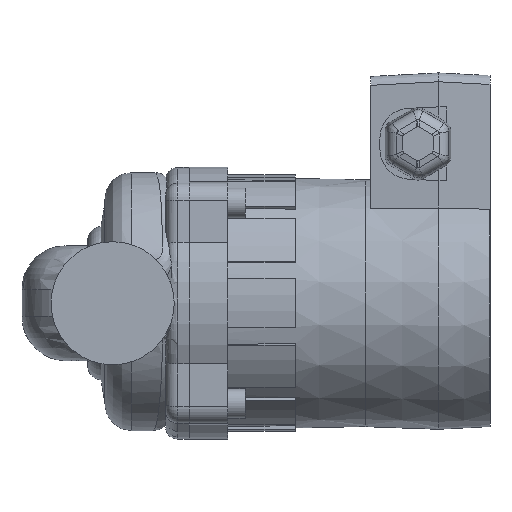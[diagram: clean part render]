
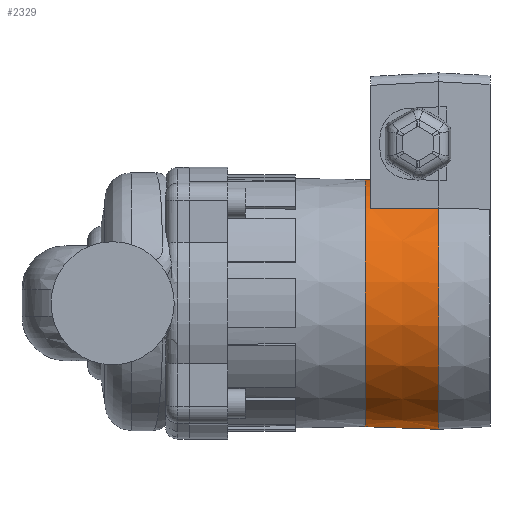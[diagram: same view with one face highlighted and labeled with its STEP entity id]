
A CAD part, front view. The second image highlights one B-rep face of the part: STEP entity #2329.
In plain terms, the highlighted conical face has half-angle 2 degrees and reference radius 42.7 mm.
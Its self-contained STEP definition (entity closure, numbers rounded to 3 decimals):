
#706 = VERTEX_POINT ( 'NONE', #9815 ) ;
#721 = VERTEX_POINT ( 'NONE', #9842 ) ;
#724 = VERTEX_POINT ( 'NONE', #9841 ) ;
#2286 = ORIENTED_EDGE ( 'NONE', *, *, #2358, .F. ) ;
#2319 = ORIENTED_EDGE ( 'NONE', *, *, #2321, .T. ) ;
#2321 = EDGE_CURVE ( 'NONE', #721, #724, #11205, .T. ) ;
#2329 = ADVANCED_FACE ( 'NONE', ( #11197 ), #11196, .T. ) ;
#2331 = VERTEX_POINT ( 'NONE', #11194 ) ;
#2354 = VERTEX_POINT ( 'NONE', #11234 ) ;
#2358 = EDGE_CURVE ( 'NONE', #721, #2354, #11231, .T. ) ;
#2625 = CARTESIAN_POINT ( 'NONE',  ( 61.4, -26.789, 32.208 ) ) ;
#2626 = CARTESIAN_POINT ( 'NONE',  ( 69.096, -27.193, 32.222 ) ) ;
#2627 = CARTESIAN_POINT ( 'NONE',  ( 76.797, -27.596, 32.232 ) ) ;
#2628 = CARTESIAN_POINT ( 'NONE',  ( 84.5, -28., 32.238 ) ) ;
#2629 =( BOUNDED_CURVE ( )  B_SPLINE_CURVE ( 3, ( #2628, #2627, #2626, #2625 ),
 .UNSPECIFIED., .F., .F. ) 
 B_SPLINE_CURVE_WITH_KNOTS ( ( 4, 4 ),
 ( 1.59, 1.618 ),
 .UNSPECIFIED. ) 
 CURVE ( )  GEOMETRIC_REPRESENTATION_ITEM ( )  RATIONAL_B_SPLINE_CURVE ( ( 1., 1., 1., 1. ) ) 
 REPRESENTATION_ITEM ( '' )  );
#2642 = DIRECTION ( 'NONE',  ( 0., 0., -1. ) ) ;
#2643 = DIRECTION ( 'NONE',  ( 1., 0., 0. ) ) ;
#2644 = CARTESIAN_POINT ( 'NONE',  ( 61.4, 0., 0. ) ) ;
#2645 = AXIS2_PLACEMENT_3D ( 'NONE', #2644, #2643, #2642 ) ;
#2646 = CIRCLE ( 'NONE', #2645, 41.893 ) ;
#2668 = DIRECTION ( 'NONE',  ( 0., 0., -1. ) ) ;
#2669 = DIRECTION ( 'NONE',  ( 1., 0., 0. ) ) ;
#2670 = CARTESIAN_POINT ( 'NONE',  ( 84.5, 0., 0. ) ) ;
#2671 = AXIS2_PLACEMENT_3D ( 'NONE', #2670, #2669, #2668 ) ;
#2672 = CIRCLE ( 'NONE', #2671, 42.7 ) ;
#8308 = EDGE_CURVE ( 'NONE', #724, #706, #13137, .T. ) ;
#8350 = VERTEX_POINT ( 'NONE', #13243 ) ;
#9268 = EDGE_CURVE ( 'NONE', #2331, #8350, #2629, .T. ) ;
#9352 = ORIENTED_EDGE ( 'NONE', *, *, #9540, .F. ) ;
#9441 = ORIENTED_EDGE ( 'NONE', *, *, #9268, .T. ) ;
#9540 = EDGE_CURVE ( 'NONE', #2354, #8350, #2646, .T. ) ;
#9691 = ORIENTED_EDGE ( 'NONE', *, *, #9693, .F. ) ;
#9693 = EDGE_CURVE ( 'NONE', #2331, #706, #2672, .T. ) ;
#9815 = CARTESIAN_POINT ( 'NONE',  ( 84.5, 0., -42.7 ) ) ;
#9818 = ORIENTED_EDGE ( 'NONE', *, *, #8308, .T. ) ;
#9841 = CARTESIAN_POINT ( 'NONE',  ( 59.5, 0., -41.827 ) ) ;
#9842 = CARTESIAN_POINT ( 'NONE',  ( 59.5, 0., 41.827 ) ) ;
#10474 = EDGE_LOOP ( 'NONE', ( #2286, #2319, #9818, #9691, #9441, #9352 ) ) ;
#11190 = DIRECTION ( 'NONE',  ( 0., 0., -1. ) ) ;
#11191 = DIRECTION ( 'NONE',  ( 1., 0., 0. ) ) ;
#11192 = CARTESIAN_POINT ( 'NONE',  ( 84.5, 0., 0. ) ) ;
#11193 = AXIS2_PLACEMENT_3D ( 'NONE', #11192, #11191, #11190 ) ;
#11194 = CARTESIAN_POINT ( 'NONE',  ( 84.5, -28., 32.238 ) ) ;
#11196 = CONICAL_SURFACE ( 'NONE', #11193, 42.7, 0.035 ) ;
#11197 = FACE_OUTER_BOUND ( 'NONE', #10474, .T. ) ;
#11202 = DIRECTION ( 'NONE',  ( 0., 0., -1. ) ) ;
#11203 = DIRECTION ( 'NONE',  ( 1., 0., 0. ) ) ;
#11204 = AXIS2_PLACEMENT_3D ( 'NONE', #11210, #11203, #11202 ) ;
#11205 = CIRCLE ( 'NONE', #11204, 41.827 ) ;
#11210 = CARTESIAN_POINT ( 'NONE',  ( 59.5, 0., 0. ) ) ;
#11228 = DIRECTION ( 'NONE',  ( 0.999, 0., 0.035 ) ) ;
#11229 = VECTOR ( 'NONE', #11228, 1000. ) ;
#11230 = CARTESIAN_POINT ( 'NONE',  ( 84.5, 0., 42.7 ) ) ;
#11231 = LINE ( 'NONE', #11230, #11229 ) ;
#11234 = CARTESIAN_POINT ( 'NONE',  ( 61.4, 0., 41.893 ) ) ;
#13134 = DIRECTION ( 'NONE',  ( 0.999, 0., -0.035 ) ) ;
#13135 = VECTOR ( 'NONE', #13134, 1000. ) ;
#13136 = CARTESIAN_POINT ( 'NONE',  ( 84.5, 0., -42.7 ) ) ;
#13137 = LINE ( 'NONE', #13136, #13135 ) ;
#13243 = CARTESIAN_POINT ( 'NONE',  ( 61.4, -26.789, 32.208 ) ) ;
